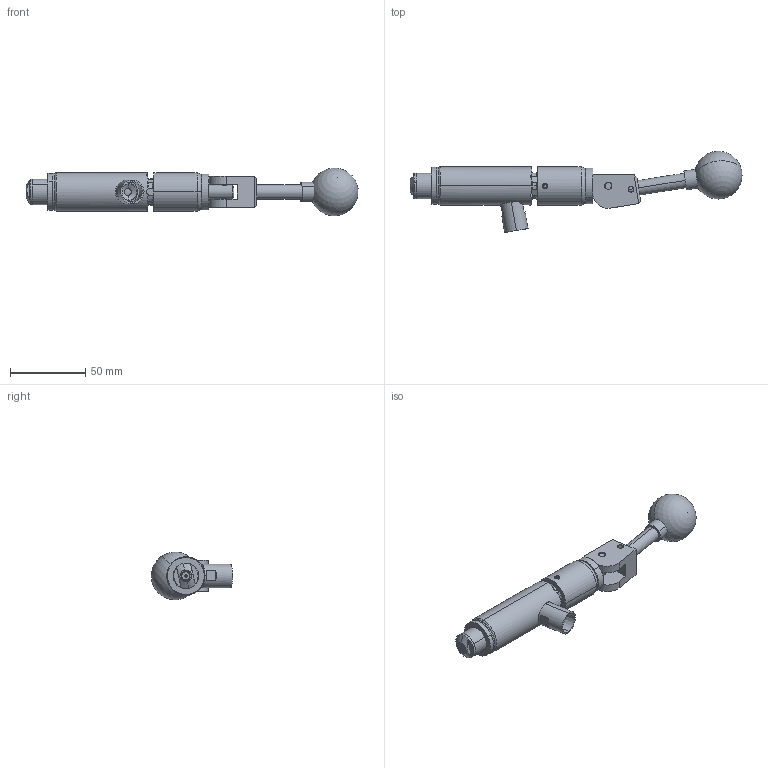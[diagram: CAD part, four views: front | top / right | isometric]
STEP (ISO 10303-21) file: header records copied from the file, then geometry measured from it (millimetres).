
FILE_DESCRIPTION (( 'STEP AP214' ), '1' );
FILE_NAME ('CTSC-003834.STEP', '2025-06-18T12:47:58', ( '' ), ( '' ), 'SwSTEP 2.0', 'SolidWorks 2023', '' );
FILE_SCHEMA (( 'AUTOMOTIVE_DESIGN' ));
Length unit declared in the file: inch
Products named in the file (1): CTSC-003834
Bounding box: 220.63 x 54.02 x 31.66 mm (x, y, z)
Volume: 86257.5 mm3; surface area: 26955.2 mm2
Topology: 9 solids, 9 shells, 304 faces, 750 edges, 479 vertices
Faces by surface type: cylinder 127, plane 112, cone 51, torus 9, bspline 3, sphere 2
Entity records: 14180 total; most frequent: CARTESIAN_POINT 3129, DIRECTION 1518, ORIENTED_EDGE 1486, EDGE_CURVE 743, AXIS2_PLACEMENT_3D 596, VERTEX_POINT 476, EDGE_LOOP 343, VECTOR 326
